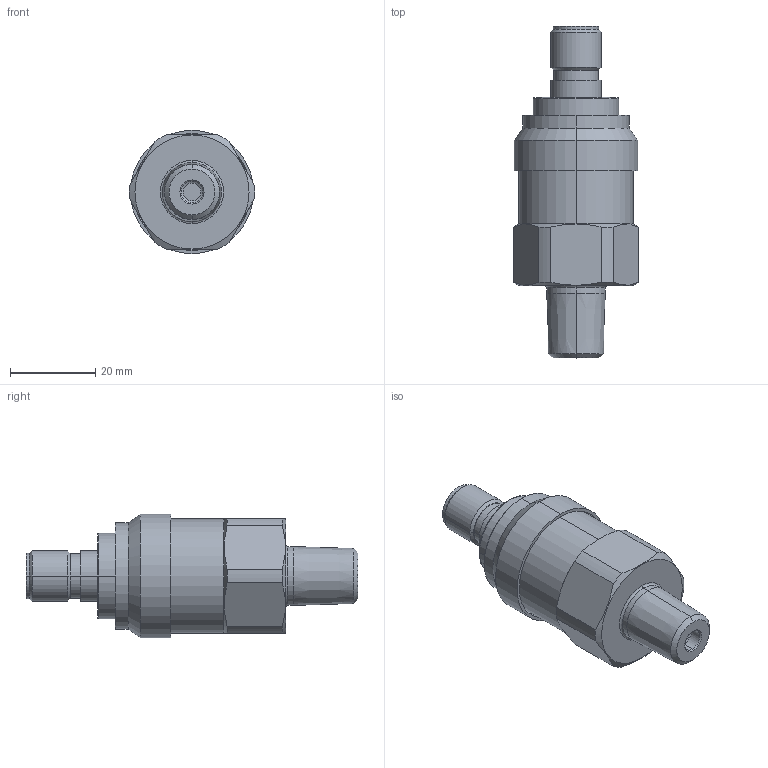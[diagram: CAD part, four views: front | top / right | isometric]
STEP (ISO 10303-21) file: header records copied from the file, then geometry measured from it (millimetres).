
FILE_DESCRIPTION (( 'STEP AP214' ), '1' );
FILE_NAME ('847X.XX.XX.30.35.STEP', '2017-06-26T12:21:49', ( 'upgadmin' ), ( 'Hewlett-Packard Company' ), 'SwSTEP 2.0', 'SolidWorks 2016', '' );
FILE_SCHEMA (( 'AUTOMOTIVE_DESIGN' ));
Length unit declared in the file: millimetre
Products named in the file (9): M12x1; C26010_defeatured; C24031_C24031; K71013_K71013; 847X.XX.XX.30.35; C24031; K71013
Assembly tree (4 placements, depth 2):
  M12x1
  847X.XX.XX.30.35
    C26010_defeatured
    C24031_C24031
    K71013_K71013
    M12x1
  C26010_defeatured
  C24031
  K71013
Bounding box: 29.48 x 78 x 29 mm (x, y, z)
Volume: 27829.1 mm3; surface area: 11006.5 mm2
Topology: 4 solids, 4 shells, 154 faces, 320 edges, 192 vertices
Faces by surface type: cylinder 61, plane 35, torus 30, cone 28
Entity records: 4899 total; most frequent: DIRECTION 828, CARTESIAN_POINT 810, ORIENTED_EDGE 640, AXIS2_PLACEMENT_3D 362, EDGE_CURVE 320, CIRCLE 200, VERTEX_POINT 192, EDGE_LOOP 176
